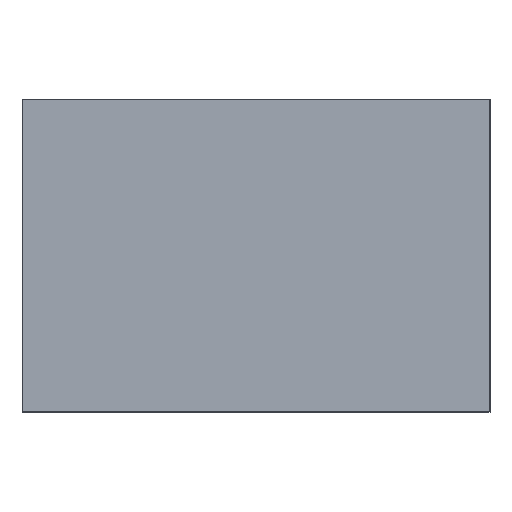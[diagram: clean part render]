
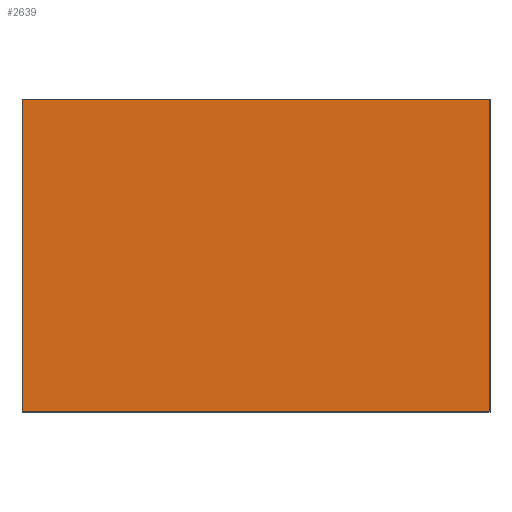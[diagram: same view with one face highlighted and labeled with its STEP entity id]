
A CAD part, left-side view. The second image highlights one B-rep face of the part: STEP entity #2639.
In plain terms, the highlighted planar face has unit normal (-1, 0, 0.009).
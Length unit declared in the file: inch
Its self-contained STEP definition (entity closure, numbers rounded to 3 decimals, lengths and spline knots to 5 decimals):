
#135=PLANE('',#2985);
#259=FACE_OUTER_BOUND('',#569,.T.);
#569=EDGE_LOOP('',(#2019,#2020,#2021,#2022));
#801=LINE('',#4390,#937);
#802=LINE('',#4573,#938);
#803=LINE('',#4575,#939);
#804=LINE('',#4576,#940);
#937=VECTOR('',#3417,0.3937);
#938=VECTOR('',#3600,0.3937);
#939=VECTOR('',#3601,0.3937);
#940=VECTOR('',#3602,0.3937);
#1289=VERTEX_POINT('',#4386);
#1290=VERTEX_POINT('',#4388);
#1381=VERTEX_POINT('',#4572);
#1382=VERTEX_POINT('',#4574);
#1541=EDGE_CURVE('',#1289,#1290,#801,.T.);
#1632=EDGE_CURVE('',#1381,#1289,#802,.T.);
#1633=EDGE_CURVE('',#1382,#1290,#803,.T.);
#1634=EDGE_CURVE('',#1381,#1382,#804,.T.);
#2019=ORIENTED_EDGE('',*,*,#1632,.T.);
#2020=ORIENTED_EDGE('',*,*,#1541,.T.);
#2021=ORIENTED_EDGE('',*,*,#1633,.F.);
#2022=ORIENTED_EDGE('',*,*,#1634,.F.);
#2639=ADVANCED_FACE('',(#259),#135,.T.);
#2985=AXIS2_PLACEMENT_3D('',#4571,#3598,#3599);
#3417=DIRECTION('',(0.,1.,0.));
#3598=DIRECTION('center_axis',(-1.,0.,0.009));
#3599=DIRECTION('ref_axis',(0.009,0.,1.));
#3600=DIRECTION('',(0.009,0.,1.));
#3601=DIRECTION('',(0.009,0.,1.));
#3602=DIRECTION('',(0.,1.,0.));
#4386=CARTESIAN_POINT('',(-2.,0.,2.));
#4388=CARTESIAN_POINT('',(-2.,3.,2.));
#4390=CARTESIAN_POINT('',(-2.,0.,2.));
#4571=CARTESIAN_POINT('Origin',(-2.018,0.,0.));
#4572=CARTESIAN_POINT('',(-2.018,0.,0.));
#4573=CARTESIAN_POINT('',(-2.018,0.,0.));
#4574=CARTESIAN_POINT('',(-2.018,3.,0.));
#4575=CARTESIAN_POINT('',(-2.018,3.,0.));
#4576=CARTESIAN_POINT('',(-2.018,0.,0.));
